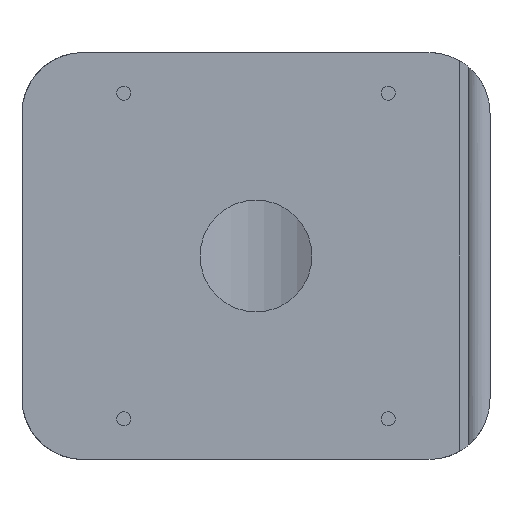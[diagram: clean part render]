
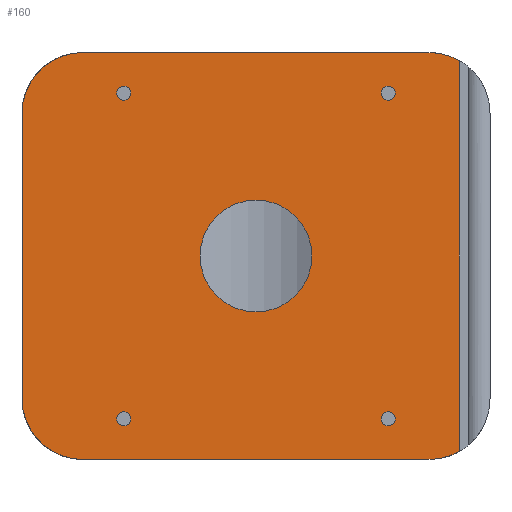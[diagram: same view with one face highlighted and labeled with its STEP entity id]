
A CAD part, front view. The second image highlights one B-rep face of the part: STEP entity #160.
In plain terms, the highlighted planar face has unit normal (0, -1, 0).
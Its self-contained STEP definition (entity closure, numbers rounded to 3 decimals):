
#160 = ADVANCED_FACE( '', ( #365, #366, #367, #368, #369, #370 ), #371, .F. );
#365 = FACE_BOUND( '', #601, .T. );
#366 = FACE_BOUND( '', #602, .T. );
#367 = FACE_BOUND( '', #603, .T. );
#368 = FACE_BOUND( '', #604, .T. );
#369 = FACE_BOUND( '', #605, .T. );
#370 = FACE_OUTER_BOUND( '', #606, .T. );
#371 = PLANE( '', #607 );
#601 = EDGE_LOOP( '', ( #1377 ) );
#602 = EDGE_LOOP( '', ( #1378 ) );
#603 = EDGE_LOOP( '', ( #1379 ) );
#604 = EDGE_LOOP( '', ( #1380 ) );
#605 = EDGE_LOOP( '', ( #1381 ) );
#606 = EDGE_LOOP( '', ( #1382, #1383, #1384, #1385, #1386, #1387, #1388, #1389 ) );
#607 = AXIS2_PLACEMENT_3D( '', #1390, #1391, #1392 );
#1377 = ORIENTED_EDGE( '', *, *, #1663, .T. );
#1378 = ORIENTED_EDGE( '', *, *, #1899, .T. );
#1379 = ORIENTED_EDGE( '', *, *, #1897, .T. );
#1380 = ORIENTED_EDGE( '', *, *, #1895, .T. );
#1381 = ORIENTED_EDGE( '', *, *, #1893, .T. );
#1382 = ORIENTED_EDGE( '', *, *, #1664, .F. );
#1383 = ORIENTED_EDGE( '', *, *, #1924, .T. );
#1384 = ORIENTED_EDGE( '', *, *, #1862, .F. );
#1385 = ORIENTED_EDGE( '', *, *, #1911, .F. );
#1386 = ORIENTED_EDGE( '', *, *, #1865, .F. );
#1387 = ORIENTED_EDGE( '', *, *, #1925, .F. );
#1388 = ORIENTED_EDGE( '', *, *, #1687, .F. );
#1389 = ORIENTED_EDGE( '', *, *, #1926, .T. );
#1390 = CARTESIAN_POINT( '', ( -11.5, -11.25, 10. ) );
#1391 = DIRECTION( '', ( 0., 1., 0. ) );
#1392 = DIRECTION( '', ( 0., 0., 1. ) );
#1663 = EDGE_CURVE( '', #2009, #2009, #2010, .T. );
#1664 = EDGE_CURVE( '', #2011, #2012, #2013, .T. );
#1687 = EDGE_CURVE( '', #2056, #2057, #2058, .T. );
#1862 = EDGE_CURVE( '', #2351, #2353, #2354, .T. );
#1865 = EDGE_CURVE( '', #2356, #2358, #2359, .T. );
#1893 = EDGE_CURVE( '', #2408, #2408, #2409, .T. );
#1895 = EDGE_CURVE( '', #2412, #2412, #2413, .T. );
#1897 = EDGE_CURVE( '', #2416, #2416, #2417, .T. );
#1899 = EDGE_CURVE( '', #2420, #2420, #2421, .T. );
#1911 = EDGE_CURVE( '', #2358, #2351, #2437, .T. );
#1924 = EDGE_CURVE( '', #2011, #2353, #2450, .T. );
#1925 = EDGE_CURVE( '', #2057, #2356, #2451, .T. );
#1926 = EDGE_CURVE( '', #2056, #2012, #2452, .T. );
#2009 = VERTEX_POINT( '', #2569 );
#2010 = CIRCLE( '', #2570, 2.75 );
#2011 = VERTEX_POINT( '', #2571 );
#2012 = VERTEX_POINT( '', #2572 );
#2013 = CIRCLE( '', #2573, 3. );
#2056 = VERTEX_POINT( '', #2665 );
#2057 = VERTEX_POINT( '', #2666 );
#2058 = CIRCLE( '', #2667, 3. );
#2351 = VERTEX_POINT( '', #3182 );
#2353 = VERTEX_POINT( '', #3185 );
#2354 = CIRCLE( '', #3186, 3. );
#2356 = VERTEX_POINT( '', #3189 );
#2358 = VERTEX_POINT( '', #3192 );
#2359 = CIRCLE( '', #3193, 3. );
#2408 = VERTEX_POINT( '', #3282 );
#2409 = CIRCLE( '', #3283, 0.35 );
#2412 = VERTEX_POINT( '', #3286 );
#2413 = CIRCLE( '', #3287, 0.35 );
#2416 = VERTEX_POINT( '', #3290 );
#2417 = CIRCLE( '', #3291, 0.35 );
#2420 = VERTEX_POINT( '', #3294 );
#2421 = CIRCLE( '', #3295, 0.35 );
#2437 = LINE( '', #3322, #3323 );
#2450 = LINE( '', #3348, #3349 );
#2451 = LINE( '', #3350, #3351 );
#2452 = LINE( '', #3352, #3353 );
#2569 = CARTESIAN_POINT( '', ( 0., -11.25, 2.75 ) );
#2570 = AXIS2_PLACEMENT_3D( '', #3436, #3437, #3438 );
#2571 = CARTESIAN_POINT( '', ( -8.5, -11.25, -10. ) );
#2572 = CARTESIAN_POINT( '', ( -11.5, -11.25, -7. ) );
#2573 = AXIS2_PLACEMENT_3D( '', #3439, #3440, #3441 );
#2665 = CARTESIAN_POINT( '', ( -11.5, -11.25, 7. ) );
#2666 = CARTESIAN_POINT( '', ( -8.5, -11.25, 10. ) );
#2667 = AXIS2_PLACEMENT_3D( '', #3479, #3480, #3481 );
#3182 = CARTESIAN_POINT( '', ( 10., -11.25, -9.598 ) );
#3185 = CARTESIAN_POINT( '', ( 8.5, -11.25, -10. ) );
#3186 = AXIS2_PLACEMENT_3D( '', #3746, #3747, #3748 );
#3189 = CARTESIAN_POINT( '', ( 8.5, -11.25, 10. ) );
#3192 = CARTESIAN_POINT( '', ( 10., -11.25, 9.598 ) );
#3193 = AXIS2_PLACEMENT_3D( '', #3751, #3752, #3753 );
#3282 = CARTESIAN_POINT( '', ( 6.5, -11.25, 8.35 ) );
#3283 = AXIS2_PLACEMENT_3D( '', #3797, #3798, #3799 );
#3286 = CARTESIAN_POINT( '', ( 6.5, -11.25, -7.65 ) );
#3287 = AXIS2_PLACEMENT_3D( '', #3803, #3804, #3805 );
#3290 = CARTESIAN_POINT( '', ( -6.5, -11.25, -7.65 ) );
#3291 = AXIS2_PLACEMENT_3D( '', #3809, #3810, #3811 );
#3294 = CARTESIAN_POINT( '', ( -6.5, -11.25, 8.35 ) );
#3295 = AXIS2_PLACEMENT_3D( '', #3815, #3816, #3817 );
#3322 = CARTESIAN_POINT( '', ( 10., -11.25, 10. ) );
#3323 = VECTOR( '', #3829, 1000. );
#3348 = CARTESIAN_POINT( '', ( -11.5, -11.25, -10. ) );
#3349 = VECTOR( '', #3842, 1000. );
#3350 = CARTESIAN_POINT( '', ( -11.5, -11.25, 10. ) );
#3351 = VECTOR( '', #3843, 1000. );
#3352 = CARTESIAN_POINT( '', ( -11.5, -11.25, 10. ) );
#3353 = VECTOR( '', #3844, 1000. );
#3436 = CARTESIAN_POINT( '', ( 0., -11.25, 0. ) );
#3437 = DIRECTION( '', ( 0., 1., 0. ) );
#3438 = DIRECTION( '', ( 0., 0., 1. ) );
#3439 = CARTESIAN_POINT( '', ( -8.5, -11.25, -7. ) );
#3440 = DIRECTION( '', ( 0., 1., 0. ) );
#3441 = DIRECTION( '', ( 0., 0., 1. ) );
#3479 = CARTESIAN_POINT( '', ( -8.5, -11.25, 7. ) );
#3480 = DIRECTION( '', ( 0., 1., 0. ) );
#3481 = DIRECTION( '', ( 0., 0., 1. ) );
#3746 = CARTESIAN_POINT( '', ( 8.5, -11.25, -7. ) );
#3747 = DIRECTION( '', ( 0., 1., 0. ) );
#3748 = DIRECTION( '', ( 0., 0., 1. ) );
#3751 = CARTESIAN_POINT( '', ( 8.5, -11.25, 7. ) );
#3752 = DIRECTION( '', ( 0., 1., 0. ) );
#3753 = DIRECTION( '', ( 0., 0., 1. ) );
#3797 = CARTESIAN_POINT( '', ( 6.5, -11.25, 8. ) );
#3798 = DIRECTION( '', ( 0., 1., 0. ) );
#3799 = DIRECTION( '', ( 0., 0., 1. ) );
#3803 = CARTESIAN_POINT( '', ( 6.5, -11.25, -8. ) );
#3804 = DIRECTION( '', ( 0., 1., 0. ) );
#3805 = DIRECTION( '', ( 0., 0., 1. ) );
#3809 = CARTESIAN_POINT( '', ( -6.5, -11.25, -8. ) );
#3810 = DIRECTION( '', ( 0., 1., 0. ) );
#3811 = DIRECTION( '', ( 0., 0., 1. ) );
#3815 = CARTESIAN_POINT( '', ( -6.5, -11.25, 8. ) );
#3816 = DIRECTION( '', ( 0., 1., 0. ) );
#3817 = DIRECTION( '', ( 0., 0., 1. ) );
#3829 = DIRECTION( '', ( 0., 0., -1. ) );
#3842 = DIRECTION( '', ( 1., 0., 0. ) );
#3843 = DIRECTION( '', ( 1., 0., 0. ) );
#3844 = DIRECTION( '', ( 0., 0., -1. ) );
